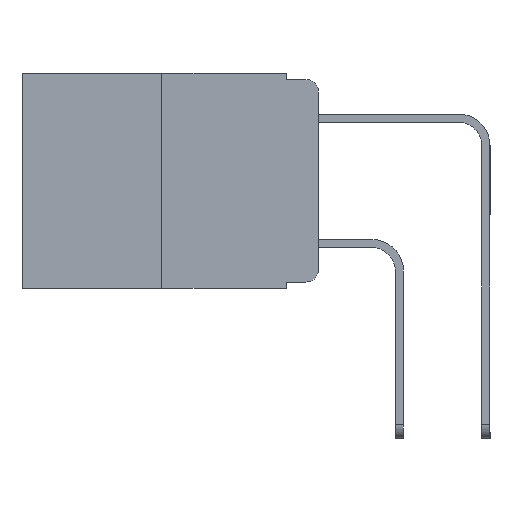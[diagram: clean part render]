
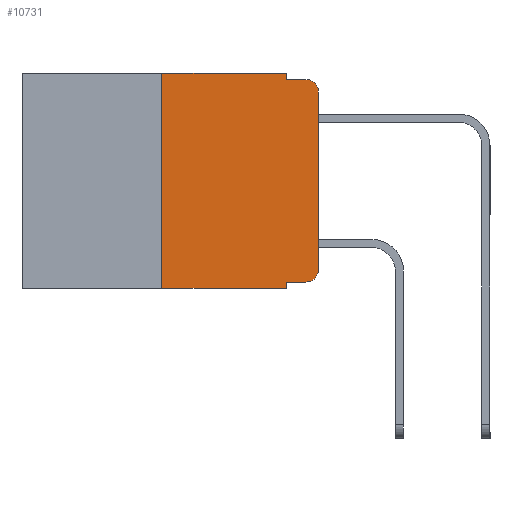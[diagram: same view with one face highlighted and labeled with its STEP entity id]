
A CAD part, left-side view. The second image highlights one B-rep face of the part: STEP entity #10731.
In plain terms, the highlighted planar face has unit normal (-1, 0, 0).
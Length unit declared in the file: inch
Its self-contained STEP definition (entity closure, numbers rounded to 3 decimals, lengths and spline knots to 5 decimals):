
#19 = VERTEX_POINT ( 'NONE', #6044 ) ;
#57 = ORIENTED_EDGE ( 'NONE', *, *, #5379, .F. ) ;
#270 = CARTESIAN_POINT ( 'NONE',  ( 0., 0.473, 0. ) ) ;
#279 = DIRECTION ( 'NONE',  ( -1., 0., 0. ) ) ;
#549 = DIRECTION ( 'NONE',  ( -1., 0., 0. ) ) ;
#598 = EDGE_CURVE ( 'NONE', #18333, #20471, #9783, .T. ) ;
#907 = ORIENTED_EDGE ( 'NONE', *, *, #16492, .T. ) ;
#1821 = DIRECTION ( 'NONE',  ( 0., -1., 0. ) ) ;
#1888 = VERTEX_POINT ( 'NONE', #10983 ) ;
#2070 = DIRECTION ( 'NONE',  ( 0., 0., -1. ) ) ;
#2197 = CARTESIAN_POINT ( 'NONE',  ( 0., 0.051, -0.01 ) ) ;
#2327 = EDGE_CURVE ( 'NONE', #15320, #20471, #15783, .T. ) ;
#2821 = CARTESIAN_POINT ( 'NONE',  ( 0., 0.473, 0. ) ) ;
#3062 = CARTESIAN_POINT ( 'NONE',  ( 0., 0.051, -0.343 ) ) ;
#3109 = VECTOR ( 'NONE', #15961, 39.37008 ) ;
#3718 = LINE ( 'NONE', #11741, #21378 ) ;
#3719 = CARTESIAN_POINT ( 'NONE',  ( 0., 0.02, -0.03 ) ) ;
#3962 = ORIENTED_EDGE ( 'NONE', *, *, #4181, .T. ) ;
#4029 = CARTESIAN_POINT ( 'NONE',  ( 0., 0.25, -0.343 ) ) ;
#4174 = DIRECTION ( 'NONE',  ( 0., 0., -1. ) ) ;
#4181 = EDGE_CURVE ( 'NONE', #19, #20852, #11739, .T. ) ;
#4303 = VERTEX_POINT ( 'NONE', #13700 ) ;
#4530 = ORIENTED_EDGE ( 'NONE', *, *, #2327, .T. ) ;
#5068 = VECTOR ( 'NONE', #4174, 39.37008 ) ;
#5379 = EDGE_CURVE ( 'NONE', #1888, #10553, #11427, .T. ) ;
#5726 = CARTESIAN_POINT ( 'NONE',  ( 0., 0.051, -0.333 ) ) ;
#6018 = CARTESIAN_POINT ( 'NONE',  ( 0., 0.25, 0. ) ) ;
#6044 = CARTESIAN_POINT ( 'NONE',  ( 0., 0., -0.03 ) ) ;
#6442 = EDGE_CURVE ( 'NONE', #10146, #19, #3718, .T. ) ;
#6904 = LINE ( 'NONE', #19130, #15507 ) ;
#7188 = VECTOR ( 'NONE', #1821, 39.37008 ) ;
#7326 = VECTOR ( 'NONE', #2070, 39.37008 ) ;
#7542 = DIRECTION ( 'NONE',  ( 0., 0., -1. ) ) ;
#7559 = ORIENTED_EDGE ( 'NONE', *, *, #10135, .F. ) ;
#7806 = DIRECTION ( 'NONE',  ( 0., 0., 1. ) ) ;
#8185 = DIRECTION ( 'NONE',  ( 0., -1., 0. ) ) ;
#8401 = ORIENTED_EDGE ( 'NONE', *, *, #18591, .F. ) ;
#9268 = ORIENTED_EDGE ( 'NONE', *, *, #598, .F. ) ;
#9772 = EDGE_LOOP ( 'NONE', ( #12607, #3962, #8401, #57, #20588, #7559, #4530, #9268, #18800, #907 ) ) ;
#9783 = LINE ( 'NONE', #12605, #5068 ) ;
#9968 = PLANE ( 'NONE',  #15736 ) ;
#10135 = EDGE_CURVE ( 'NONE', #15320, #10370, #10917, .T. ) ;
#10146 = VERTEX_POINT ( 'NONE', #18031 ) ;
#10370 = VERTEX_POINT ( 'NONE', #15594 ) ;
#10396 = VECTOR ( 'NONE', #7806, 39.37008 ) ;
#10553 = VERTEX_POINT ( 'NONE', #2197 ) ;
#10731 = ADVANCED_FACE ( 'NONE', ( #17720 ), #9968, .F. ) ;
#10917 = LINE ( 'NONE', #6018, #10396 ) ;
#10983 = CARTESIAN_POINT ( 'NONE',  ( 0., 0.051, 0. ) ) ;
#11150 = CARTESIAN_POINT ( 'NONE',  ( 0., 0.02, -0.313 ) ) ;
#11164 = AXIS2_PLACEMENT_3D ( 'NONE', #11150, #549, #12831 ) ;
#11416 = AXIS2_PLACEMENT_3D ( 'NONE', #3719, #279, #7542 ) ;
#11427 = LINE ( 'NONE', #12200, #7326 ) ;
#11671 = DIRECTION ( 'NONE',  ( 0., 0., -1. ) ) ;
#11739 = CIRCLE ( 'NONE', #11416, 0.02 ) ;
#11741 = CARTESIAN_POINT ( 'NONE',  ( 0., 0., 0. ) ) ;
#11745 = EDGE_CURVE ( 'NONE', #10370, #1888, #11907, .T. ) ;
#11907 = LINE ( 'NONE', #270, #3109 ) ;
#12200 = CARTESIAN_POINT ( 'NONE',  ( 0., 0.051, 0. ) ) ;
#12605 = CARTESIAN_POINT ( 'NONE',  ( 0., 0.051, 0. ) ) ;
#12607 = ORIENTED_EDGE ( 'NONE', *, *, #6442, .T. ) ;
#12831 = DIRECTION ( 'NONE',  ( 0., 0., -1. ) ) ;
#13700 = CARTESIAN_POINT ( 'NONE',  ( 0., 0.02, -0.333 ) ) ;
#14545 = CARTESIAN_POINT ( 'NONE',  ( 0., 0.02, -0.01 ) ) ;
#15320 = VERTEX_POINT ( 'NONE', #4029 ) ;
#15507 = VECTOR ( 'NONE', #20782, 39.37008 ) ;
#15594 = CARTESIAN_POINT ( 'NONE',  ( 0., 0.25, 0. ) ) ;
#15736 = AXIS2_PLACEMENT_3D ( 'NONE', #2821, #21691, #11671 ) ;
#15783 = LINE ( 'NONE', #21513, #7188 ) ;
#15793 = VECTOR ( 'NONE', #8185, 39.37008 ) ;
#15961 = DIRECTION ( 'NONE',  ( 0., -1., 0. ) ) ;
#16492 = EDGE_CURVE ( 'NONE', #4303, #10146, #16886, .T. ) ;
#16886 = CIRCLE ( 'NONE', #11164, 0.02 ) ;
#17720 = FACE_OUTER_BOUND ( 'NONE', #9772, .T. ) ;
#18031 = CARTESIAN_POINT ( 'NONE',  ( 0., 0., -0.313 ) ) ;
#18333 = VERTEX_POINT ( 'NONE', #5726 ) ;
#18385 = CARTESIAN_POINT ( 'NONE',  ( 0., 0.051, -0.01 ) ) ;
#18536 = DIRECTION ( 'NONE',  ( 0., 0., 1. ) ) ;
#18591 = EDGE_CURVE ( 'NONE', #10553, #20852, #19218, .T. ) ;
#18768 = EDGE_CURVE ( 'NONE', #18333, #4303, #6904, .T. ) ;
#18800 = ORIENTED_EDGE ( 'NONE', *, *, #18768, .T. ) ;
#19130 = CARTESIAN_POINT ( 'NONE',  ( 0., 0.051, -0.333 ) ) ;
#19218 = LINE ( 'NONE', #18385, #15793 ) ;
#20471 = VERTEX_POINT ( 'NONE', #3062 ) ;
#20588 = ORIENTED_EDGE ( 'NONE', *, *, #11745, .F. ) ;
#20782 = DIRECTION ( 'NONE',  ( 0., -1., 0. ) ) ;
#20852 = VERTEX_POINT ( 'NONE', #14545 ) ;
#21378 = VECTOR ( 'NONE', #18536, 39.37008 ) ;
#21513 = CARTESIAN_POINT ( 'NONE',  ( 0., 0.473, -0.343 ) ) ;
#21691 = DIRECTION ( 'NONE',  ( 1., 0., 0. ) ) ;
